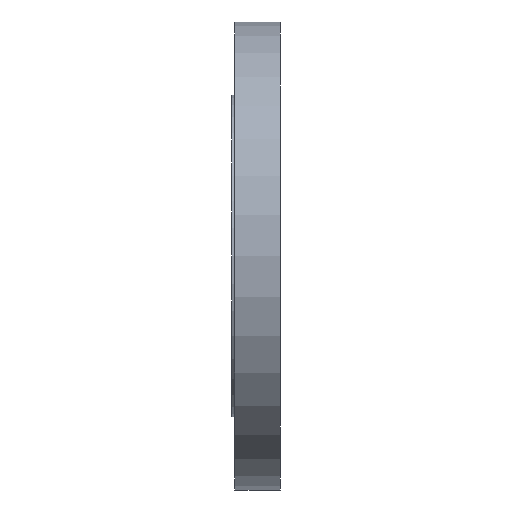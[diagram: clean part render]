
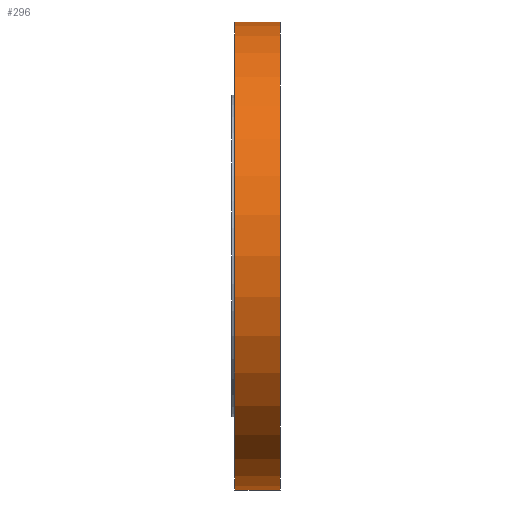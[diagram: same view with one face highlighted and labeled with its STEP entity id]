
A CAD part, left-side view. The second image highlights one B-rep face of the part: STEP entity #296.
In plain terms, the highlighted cylindrical face has radius 114.3 mm (diameter 228.6 mm), a partial arc.
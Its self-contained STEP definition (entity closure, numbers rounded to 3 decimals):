
#13 = DIRECTION ( 'NONE',  ( 0., 0., 1. ) ) ;
#18 = EDGE_LOOP ( 'NONE', ( #468, #67, #112, #400 ) ) ;
#53 = CARTESIAN_POINT ( 'NONE',  ( 0., 0., -114.3 ) ) ;
#67 = ORIENTED_EDGE ( 'NONE', *, *, #739, .F. ) ;
#76 = CIRCLE ( 'NONE', #789, 114.3 ) ;
#90 = CARTESIAN_POINT ( 'NONE',  ( 0., 22.3, -114.3 ) ) ;
#99 = VERTEX_POINT ( 'NONE', #436 ) ;
#112 = ORIENTED_EDGE ( 'NONE', *, *, #582, .T. ) ;
#137 = VERTEX_POINT ( 'NONE', #53 ) ;
#156 = DIRECTION ( 'NONE',  ( 0., 0., 1. ) ) ;
#178 = DIRECTION ( 'NONE',  ( 0., -1., 0. ) ) ;
#196 = CARTESIAN_POINT ( 'NONE',  ( 0., 22.3, 114.3 ) ) ;
#203 = CYLINDRICAL_SURFACE ( 'NONE', #458, 114.3 ) ;
#217 = VERTEX_POINT ( 'NONE', #527 ) ;
#244 = CARTESIAN_POINT ( 'NONE',  ( 0., 22.3, -114.3 ) ) ;
#261 = CARTESIAN_POINT ( 'NONE',  ( 0., 22.3, 0. ) ) ;
#270 = DIRECTION ( 'NONE',  ( 0., 1., 0. ) ) ;
#282 = EDGE_CURVE ( 'NONE', #99, #217, #660, .T. ) ;
#295 = AXIS2_PLACEMENT_3D ( 'NONE', #603, #270, #156 ) ;
#296 = ADVANCED_FACE ( 'NONE', ( #333 ), #203, .T. ) ;
#333 = FACE_OUTER_BOUND ( 'NONE', #18, .T. ) ;
#388 = LINE ( 'NONE', #244, #695 ) ;
#400 = ORIENTED_EDGE ( 'NONE', *, *, #728, .T. ) ;
#436 = CARTESIAN_POINT ( 'NONE',  ( 0., 22.3, 114.3 ) ) ;
#457 = VERTEX_POINT ( 'NONE', #90 ) ;
#458 = AXIS2_PLACEMENT_3D ( 'NONE', #261, #648, #716 ) ;
#468 = ORIENTED_EDGE ( 'NONE', *, *, #282, .F. ) ;
#510 = DIRECTION ( 'NONE',  ( 0., -1., 0. ) ) ;
#527 = CARTESIAN_POINT ( 'NONE',  ( 0., 0., 114.3 ) ) ;
#582 = EDGE_CURVE ( 'NONE', #457, #137, #388, .T. ) ;
#593 = DIRECTION ( 'NONE',  ( 0., 1., 0. ) ) ;
#603 = CARTESIAN_POINT ( 'NONE',  ( 0., 0., 0. ) ) ;
#648 = DIRECTION ( 'NONE',  ( 0., -1., 0. ) ) ;
#660 = LINE ( 'NONE', #196, #809 ) ;
#695 = VECTOR ( 'NONE', #178, 1000. ) ;
#716 = DIRECTION ( 'NONE',  ( 0., 0., -1. ) ) ;
#728 = EDGE_CURVE ( 'NONE', #137, #217, #746, .T. ) ;
#739 = EDGE_CURVE ( 'NONE', #457, #99, #76, .T. ) ;
#746 = CIRCLE ( 'NONE', #295, 114.3 ) ;
#785 = CARTESIAN_POINT ( 'NONE',  ( 0., 22.3, 0. ) ) ;
#789 = AXIS2_PLACEMENT_3D ( 'NONE', #785, #593, #13 ) ;
#809 = VECTOR ( 'NONE', #510, 1000. ) ;
